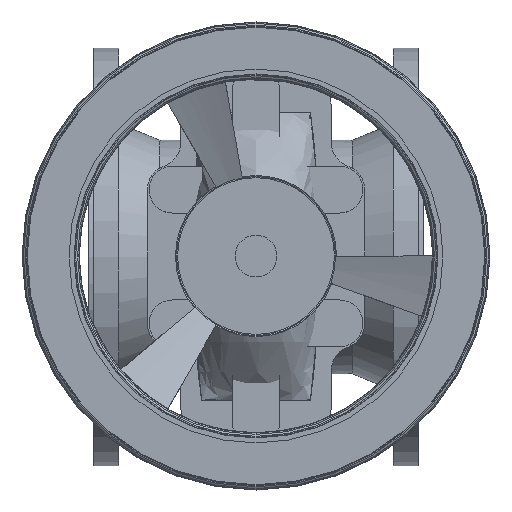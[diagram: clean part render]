
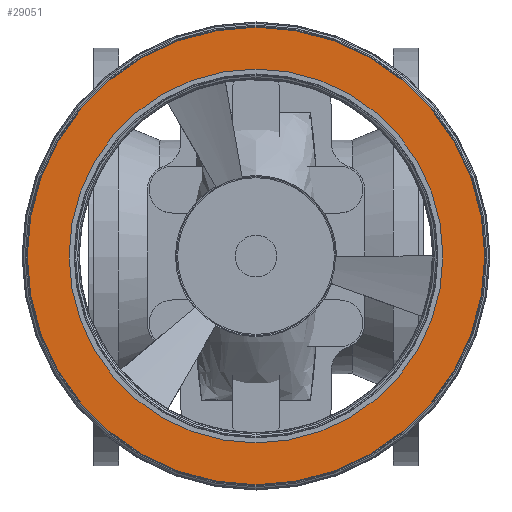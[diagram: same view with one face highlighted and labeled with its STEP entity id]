
A CAD part, top view. The second image highlights one B-rep face of the part: STEP entity #29051.
In plain terms, the highlighted planar face has unit normal (0, 0, 1).
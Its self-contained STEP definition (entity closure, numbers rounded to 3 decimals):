
#29051=ADVANCED_FACE('',(#57212,#57214),#57216,.T.);
#57212=FACE_BOUND('',#57213,.T.);
#57213=EDGE_LOOP('',(#76397,#76398));
#57214=FACE_BOUND('',#57215,.T.);
#57215=EDGE_LOOP('',(#76399,#76400));
#57216=PLANE('',#57217);
#57217=AXIS2_PLACEMENT_3D('',#57218,#57219,#57220);
#57218=CARTESIAN_POINT('',(1991.077,7273.311,293.499));
#57219=DIRECTION('',(0.,0.,1.));
#57220=DIRECTION('',(0.,-1.,0.));
#76397=ORIENTED_EDGE('',*,*,#86142,.T.);
#76398=ORIENTED_EDGE('',*,*,#86141,.T.);
#76399=ORIENTED_EDGE('',*,*,#86143,.F.);
#76400=ORIENTED_EDGE('',*,*,#86144,.F.);
#86141=EDGE_CURVE('',#102000,#102001,#102002,.T.);
#86142=EDGE_CURVE('',#102001,#102000,#102003,.T.);
#86143=EDGE_CURVE('',#102004,#102005,#102006,.T.);
#86144=EDGE_CURVE('',#102005,#102004,#102007,.T.);
#102000=VERTEX_POINT('',#137535);
#102001=VERTEX_POINT('',#137536);
#102002=CIRCLE('',#137537,136.892);
#102003=CIRCLE('',#137541,136.892);
#102004=VERTEX_POINT('',#137545);
#102005=VERTEX_POINT('',#137546);
#102006=CIRCLE('',#137547,111.851);
#102007=CIRCLE('',#137551,111.851);
#137535=CARTESIAN_POINT('',(1736.257,7273.311,293.499));
#137536=CARTESIAN_POINT('',(2010.041,7273.311,293.499));
#137537=AXIS2_PLACEMENT_3D('',#137538,#137539,#137540);
#137538=CARTESIAN_POINT('',(1873.149,7273.311,293.499));
#137539=DIRECTION('',(0.,0.,1.));
#137540=DIRECTION('',(-1.,0.,0.));
#137541=AXIS2_PLACEMENT_3D('',#137542,#137543,#137544);
#137542=CARTESIAN_POINT('',(1873.149,7273.311,293.499));
#137543=DIRECTION('',(0.,0.,1.));
#137544=DIRECTION('',(1.,0.,0.));
#137545=CARTESIAN_POINT('',(1761.298,7273.311,293.499));
#137546=CARTESIAN_POINT('',(1985.,7273.311,293.499));
#137547=AXIS2_PLACEMENT_3D('',#137548,#137549,#137550);
#137548=CARTESIAN_POINT('',(1873.149,7273.311,293.499));
#137549=DIRECTION('',(0.,0.,1.));
#137550=DIRECTION('',(-1.,0.,0.));
#137551=AXIS2_PLACEMENT_3D('',#137552,#137553,#137554);
#137552=CARTESIAN_POINT('',(1873.149,7273.311,293.499));
#137553=DIRECTION('',(0.,0.,1.));
#137554=DIRECTION('',(1.,0.,0.));
